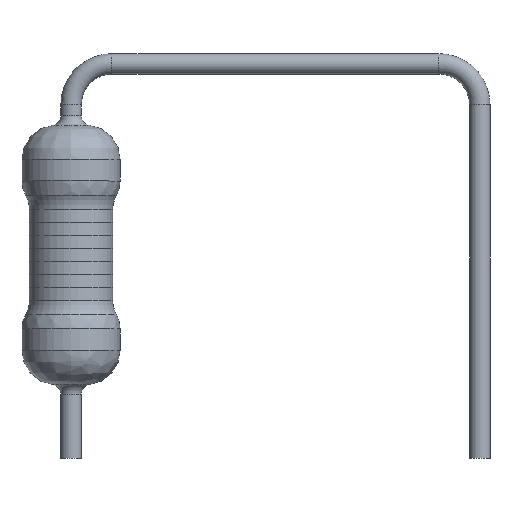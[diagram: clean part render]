
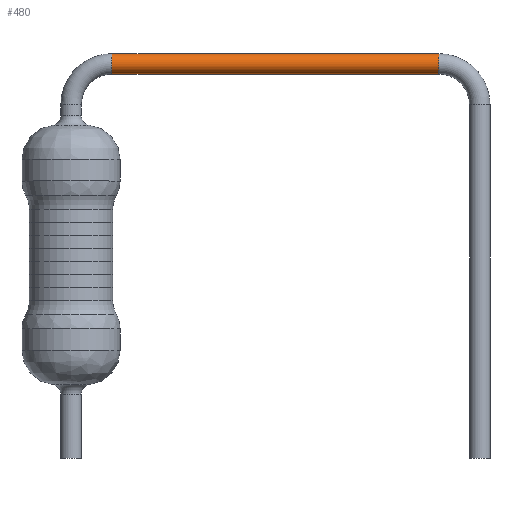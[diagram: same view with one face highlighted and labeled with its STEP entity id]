
A CAD part, top view. The second image highlights one B-rep face of the part: STEP entity #480.
In plain terms, the highlighted cylindrical face has radius 0.5 mm (diameter 1 mm), a full revolution.
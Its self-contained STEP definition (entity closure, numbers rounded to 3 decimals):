
#44=FACE_OUTER_BOUND('',#77,.T.);
#77=EDGE_LOOP('',(#312,#313,#314,#315,#316,#317));
#117=LINE('',#806,#130);
#130=VECTOR('',#633,0.5);
#146=CIRCLE('',#537,0.5);
#147=CIRCLE('',#538,0.5);
#148=CIRCLE('',#540,0.5);
#149=CIRCLE('',#541,0.5);
#197=VERTEX_POINT('',#799);
#198=VERTEX_POINT('',#801);
#199=VERTEX_POINT('',#805);
#200=VERTEX_POINT('',#807);
#241=EDGE_CURVE('',#197,#198,#146,.T.);
#242=EDGE_CURVE('',#198,#197,#147,.T.);
#243=EDGE_CURVE('',#198,#199,#117,.T.);
#244=EDGE_CURVE('',#199,#200,#148,.T.);
#245=EDGE_CURVE('',#200,#199,#149,.T.);
#312=ORIENTED_EDGE('',*,*,#241,.F.);
#313=ORIENTED_EDGE('',*,*,#242,.F.);
#314=ORIENTED_EDGE('',*,*,#243,.T.);
#315=ORIENTED_EDGE('',*,*,#244,.T.);
#316=ORIENTED_EDGE('',*,*,#245,.T.);
#317=ORIENTED_EDGE('',*,*,#243,.F.);
#432=CYLINDRICAL_SURFACE('',#539,0.5);
#480=ADVANCED_FACE('',(#44),#432,.T.);
#537=AXIS2_PLACEMENT_3D('',#802,#627,#628);
#538=AXIS2_PLACEMENT_3D('',#803,#629,#630);
#539=AXIS2_PLACEMENT_3D('',#804,#631,#632);
#540=AXIS2_PLACEMENT_3D('',#808,#634,#635);
#541=AXIS2_PLACEMENT_3D('',#809,#636,#637);
#627=DIRECTION('center_axis',(1.,0.,0.));
#628=DIRECTION('ref_axis',(0.,-1.,0.));
#629=DIRECTION('center_axis',(1.,0.,0.));
#630=DIRECTION('ref_axis',(0.,-1.,0.));
#631=DIRECTION('center_axis',(1.,0.,0.));
#632=DIRECTION('ref_axis',(0.,-1.,0.));
#633=DIRECTION('',(-1.,0.,0.));
#634=DIRECTION('center_axis',(1.,0.,0.));
#635=DIRECTION('ref_axis',(0.,-1.,0.));
#636=DIRECTION('center_axis',(1.,0.,0.));
#637=DIRECTION('ref_axis',(0.,-1.,0.));
#799=CARTESIAN_POINT('',(18.,15.2,0.));
#801=CARTESIAN_POINT('',(18.,16.2,0.));
#802=CARTESIAN_POINT('Origin',(18.,15.7,0.));
#803=CARTESIAN_POINT('Origin',(18.,15.7,0.));
#804=CARTESIAN_POINT('Origin',(2.,15.7,0.));
#805=CARTESIAN_POINT('',(2.,16.2,0.));
#806=CARTESIAN_POINT('',(2.,16.2,0.));
#807=CARTESIAN_POINT('',(2.,15.2,0.));
#808=CARTESIAN_POINT('Origin',(2.,15.7,0.));
#809=CARTESIAN_POINT('Origin',(2.,15.7,0.));
